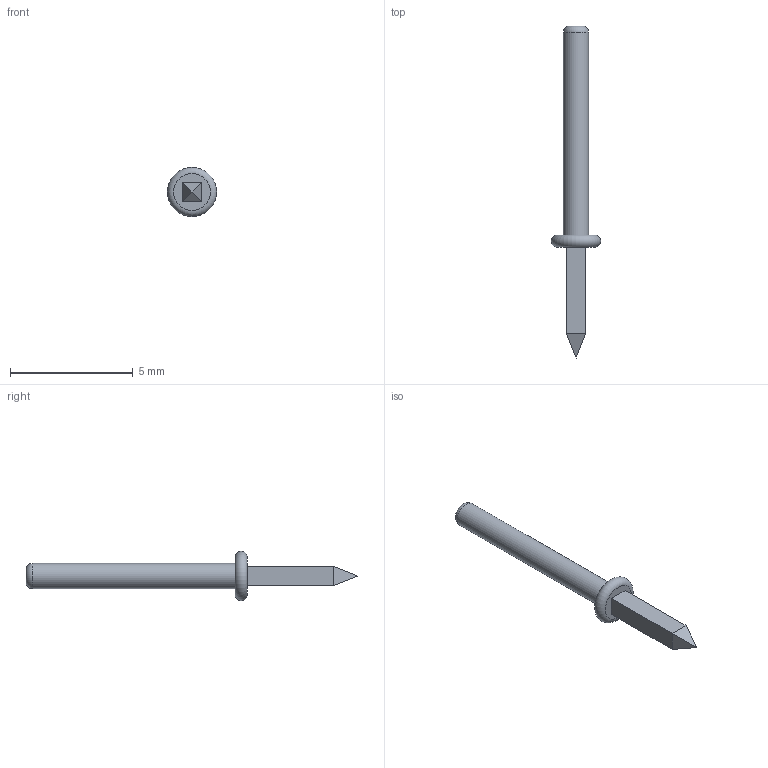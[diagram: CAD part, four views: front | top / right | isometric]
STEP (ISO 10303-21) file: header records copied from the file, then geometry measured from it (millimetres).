
FILE_DESCRIPTION( ( 'STEP AP203' ), '1' );
FILE_NAME( '243-131_2_03.stp', ' ', ( ' ' ), ( ' ' ), 'PSStep 15.0.47', 'PARTsolutions', ' ' );
FILE_SCHEMA( ( 'CONFIG_CONTROL_DESIGN' ) );
Length unit declared in the file: millimetre
Products named in the file (1): HI_243-131
Bounding box: 2 x 13.5 x 2 mm (x, y, z)
Volume: 10.7 mm3; surface area: 47.1 mm2
Topology: 1 solids, 1 shells, 14 faces, 24 edges, 14 vertices
Faces by surface type: plane 11, torus 2, cylinder 1
Full cylindrical faces by diameter (mm): 1.02 x1
Entity records: 358 total; most frequent: DIRECTION 56, CARTESIAN_POINT 51, ORIENTED_EDGE 42, EDGE_CURVE 21, AXIS2_PLACEMENT_3D 20, EDGE_LOOP 19, FACE_OUTER_BOUND 17, LINE 16
